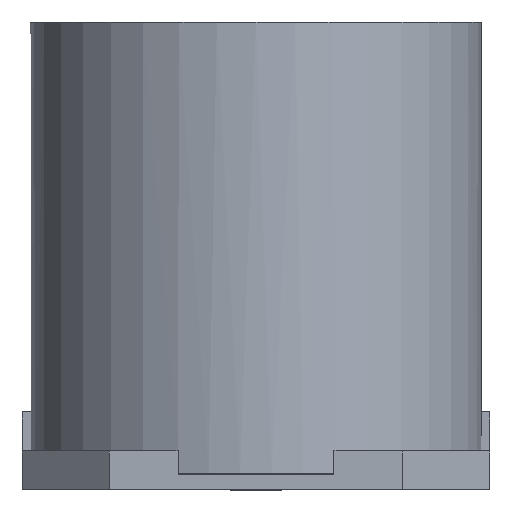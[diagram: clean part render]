
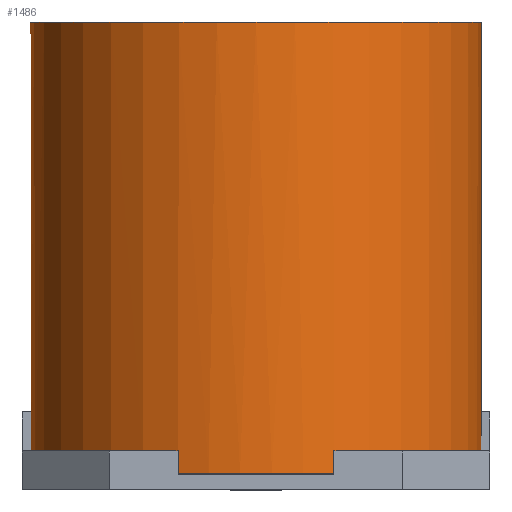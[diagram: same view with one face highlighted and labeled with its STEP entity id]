
A CAD part, left-side view. The second image highlights one B-rep face of the part: STEP entity #1486.
In plain terms, the highlighted cylindrical face has radius 4 mm (diameter 8 mm), a full revolution.
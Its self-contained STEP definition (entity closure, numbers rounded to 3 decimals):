
#1386 = EDGE_CURVE('',#1387,#1389,#1391,.T.);
#1387 = VERTEX_POINT('',#1388);
#1388 = CARTESIAN_POINT('',(4.,0.,0.299));
#1389 = VERTEX_POINT('',#1390);
#1390 = CARTESIAN_POINT('',(3.753,1.383,0.299));
#1391 = CIRCLE('',#1392,4.);
#1392 = AXIS2_PLACEMENT_3D('',#1393,#1394,#1395);
#1393 = CARTESIAN_POINT('',(0.,0.,0.299));
#1394 = DIRECTION('',(0.,0.,1.));
#1395 = DIRECTION('',(1.,0.,0.));
#1397 = EDGE_CURVE('',#1398,#1387,#1400,.T.);
#1398 = VERTEX_POINT('',#1399);
#1399 = CARTESIAN_POINT('',(3.753,-1.383,0.299));
#1400 = CIRCLE('',#1401,4.);
#1401 = AXIS2_PLACEMENT_3D('',#1402,#1403,#1404);
#1402 = CARTESIAN_POINT('',(0.,0.,0.299));
#1403 = DIRECTION('',(0.,0.,1.));
#1404 = DIRECTION('',(1.,0.,0.));
#1407 = VERTEX_POINT('',#1408);
#1408 = CARTESIAN_POINT('',(1.383,-3.753,0.299));
#1415 = EDGE_CURVE('',#1416,#1407,#1418,.T.);
#1416 = VERTEX_POINT('',#1417);
#1417 = CARTESIAN_POINT('',(-1.383,-3.753,0.299));
#1418 = CIRCLE('',#1419,4.);
#1419 = AXIS2_PLACEMENT_3D('',#1420,#1421,#1422);
#1420 = CARTESIAN_POINT('',(0.,0.,0.299));
#1421 = DIRECTION('',(0.,0.,1.));
#1422 = DIRECTION('',(1.,0.,0.));
#1425 = VERTEX_POINT('',#1426);
#1426 = CARTESIAN_POINT('',(-3.753,-1.383,0.299));
#1433 = EDGE_CURVE('',#1434,#1425,#1436,.T.);
#1434 = VERTEX_POINT('',#1435);
#1435 = CARTESIAN_POINT('',(-3.753,1.383,0.299));
#1436 = CIRCLE('',#1437,4.);
#1437 = AXIS2_PLACEMENT_3D('',#1438,#1439,#1440);
#1438 = CARTESIAN_POINT('',(0.,0.,0.299));
#1439 = DIRECTION('',(0.,0.,1.));
#1440 = DIRECTION('',(1.,0.,0.));
#1443 = VERTEX_POINT('',#1444);
#1444 = CARTESIAN_POINT('',(-1.383,3.753,0.299));
#1451 = EDGE_CURVE('',#1452,#1443,#1454,.T.);
#1452 = VERTEX_POINT('',#1453);
#1453 = CARTESIAN_POINT('',(1.383,3.753,0.299));
#1454 = CIRCLE('',#1455,4.);
#1455 = AXIS2_PLACEMENT_3D('',#1456,#1457,#1458);
#1456 = CARTESIAN_POINT('',(0.,0.,0.299));
#1457 = DIRECTION('',(0.,0.,1.));
#1458 = DIRECTION('',(1.,0.,0.));
#1486 = ADVANCED_FACE('',(#1487),#1602,.T.);
#1487 = FACE_BOUND('',#1488,.T.);
#1488 = EDGE_LOOP('',(#1489,#1497,#1498,#1506,#1515,#1521,#1522,#1530,
    #1539,#1545,#1546,#1554,#1563,#1569,#1570,#1578,#1587,#1593,#1594,
    #1595));
#1489 = ORIENTED_EDGE('',*,*,#1490,.F.);
#1490 = EDGE_CURVE('',#1387,#1491,#1493,.T.);
#1491 = VERTEX_POINT('',#1492);
#1492 = CARTESIAN_POINT('',(4.,0.,8.299));
#1493 = LINE('',#1494,#1495);
#1494 = CARTESIAN_POINT('',(4.,0.,0.299));
#1495 = VECTOR('',#1496,1.);
#1496 = DIRECTION('',(0.,0.,1.));
#1497 = ORIENTED_EDGE('',*,*,#1386,.T.);
#1498 = ORIENTED_EDGE('',*,*,#1499,.T.);
#1499 = EDGE_CURVE('',#1389,#1500,#1502,.T.);
#1500 = VERTEX_POINT('',#1501);
#1501 = CARTESIAN_POINT('',(3.753,1.383,1.383
    ));
#1502 = LINE('',#1503,#1504);
#1503 = CARTESIAN_POINT('',(3.753,1.383,0.277
    ));
#1504 = VECTOR('',#1505,1.);
#1505 = DIRECTION('',(0.,0.,1.));
#1506 = ORIENTED_EDGE('',*,*,#1507,.T.);
#1507 = EDGE_CURVE('',#1500,#1508,#1510,.T.);
#1508 = VERTEX_POINT('',#1509);
#1509 = CARTESIAN_POINT('',(1.383,3.753,1.383
    ));
#1510 = CIRCLE('',#1511,4.);
#1511 = AXIS2_PLACEMENT_3D('',#1512,#1513,#1514);
#1512 = CARTESIAN_POINT('',(0.,0.,1.383));
#1513 = DIRECTION('',(0.,0.,1.));
#1514 = DIRECTION('',(1.,0.,0.));
#1515 = ORIENTED_EDGE('',*,*,#1516,.F.);
#1516 = EDGE_CURVE('',#1452,#1508,#1517,.T.);
#1517 = LINE('',#1518,#1519);
#1518 = CARTESIAN_POINT('',(1.383,3.753,0.277
    ));
#1519 = VECTOR('',#1520,1.);
#1520 = DIRECTION('',(0.,0.,1.));
#1521 = ORIENTED_EDGE('',*,*,#1451,.T.);
#1522 = ORIENTED_EDGE('',*,*,#1523,.T.);
#1523 = EDGE_CURVE('',#1443,#1524,#1526,.T.);
#1524 = VERTEX_POINT('',#1525);
#1525 = CARTESIAN_POINT('',(-1.383,3.753,
    0.692));
#1526 = LINE('',#1527,#1528);
#1527 = CARTESIAN_POINT('',(-1.383,3.753,
    0.277));
#1528 = VECTOR('',#1529,1.);
#1529 = DIRECTION('',(0.,0.,1.));
#1530 = ORIENTED_EDGE('',*,*,#1531,.T.);
#1531 = EDGE_CURVE('',#1524,#1532,#1534,.T.);
#1532 = VERTEX_POINT('',#1533);
#1533 = CARTESIAN_POINT('',(-3.753,1.383,
    0.692));
#1534 = CIRCLE('',#1535,4.);
#1535 = AXIS2_PLACEMENT_3D('',#1536,#1537,#1538);
#1536 = CARTESIAN_POINT('',(0.,0.,0.692));
#1537 = DIRECTION('',(0.,0.,1.));
#1538 = DIRECTION('',(1.,0.,0.));
#1539 = ORIENTED_EDGE('',*,*,#1540,.F.);
#1540 = EDGE_CURVE('',#1434,#1532,#1541,.T.);
#1541 = LINE('',#1542,#1543);
#1542 = CARTESIAN_POINT('',(-3.753,1.383,
    0.277));
#1543 = VECTOR('',#1544,1.);
#1544 = DIRECTION('',(0.,0.,1.));
#1545 = ORIENTED_EDGE('',*,*,#1433,.T.);
#1546 = ORIENTED_EDGE('',*,*,#1547,.T.);
#1547 = EDGE_CURVE('',#1425,#1548,#1550,.T.);
#1548 = VERTEX_POINT('',#1549);
#1549 = CARTESIAN_POINT('',(-3.753,-1.383,
    0.692));
#1550 = LINE('',#1551,#1552);
#1551 = CARTESIAN_POINT('',(-3.753,-1.383,
    0.277));
#1552 = VECTOR('',#1553,1.);
#1553 = DIRECTION('',(0.,0.,1.));
#1554 = ORIENTED_EDGE('',*,*,#1555,.T.);
#1555 = EDGE_CURVE('',#1548,#1556,#1558,.T.);
#1556 = VERTEX_POINT('',#1557);
#1557 = CARTESIAN_POINT('',(-1.383,-3.753,
    0.692));
#1558 = CIRCLE('',#1559,4.);
#1559 = AXIS2_PLACEMENT_3D('',#1560,#1561,#1562);
#1560 = CARTESIAN_POINT('',(0.,0.,0.692));
#1561 = DIRECTION('',(0.,0.,1.));
#1562 = DIRECTION('',(1.,0.,0.));
#1563 = ORIENTED_EDGE('',*,*,#1564,.F.);
#1564 = EDGE_CURVE('',#1416,#1556,#1565,.T.);
#1565 = LINE('',#1566,#1567);
#1566 = CARTESIAN_POINT('',(-1.383,-3.753,
    0.277));
#1567 = VECTOR('',#1568,1.);
#1568 = DIRECTION('',(0.,0.,1.));
#1569 = ORIENTED_EDGE('',*,*,#1415,.T.);
#1570 = ORIENTED_EDGE('',*,*,#1571,.T.);
#1571 = EDGE_CURVE('',#1407,#1572,#1574,.T.);
#1572 = VERTEX_POINT('',#1573);
#1573 = CARTESIAN_POINT('',(1.383,-3.753,
    1.383));
#1574 = LINE('',#1575,#1576);
#1575 = CARTESIAN_POINT('',(1.383,-3.753,
    0.277));
#1576 = VECTOR('',#1577,1.);
#1577 = DIRECTION('',(0.,0.,1.));
#1578 = ORIENTED_EDGE('',*,*,#1579,.T.);
#1579 = EDGE_CURVE('',#1572,#1580,#1582,.T.);
#1580 = VERTEX_POINT('',#1581);
#1581 = CARTESIAN_POINT('',(3.753,-1.383,
    1.383));
#1582 = CIRCLE('',#1583,4.);
#1583 = AXIS2_PLACEMENT_3D('',#1584,#1585,#1586);
#1584 = CARTESIAN_POINT('',(0.,0.,1.383));
#1585 = DIRECTION('',(0.,0.,1.));
#1586 = DIRECTION('',(1.,0.,0.));
#1587 = ORIENTED_EDGE('',*,*,#1588,.F.);
#1588 = EDGE_CURVE('',#1398,#1580,#1589,.T.);
#1589 = LINE('',#1590,#1591);
#1590 = CARTESIAN_POINT('',(3.753,-1.383,
    0.277));
#1591 = VECTOR('',#1592,1.);
#1592 = DIRECTION('',(0.,0.,1.));
#1593 = ORIENTED_EDGE('',*,*,#1397,.T.);
#1594 = ORIENTED_EDGE('',*,*,#1490,.T.);
#1595 = ORIENTED_EDGE('',*,*,#1596,.F.);
#1596 = EDGE_CURVE('',#1491,#1491,#1597,.T.);
#1597 = CIRCLE('',#1598,4.);
#1598 = AXIS2_PLACEMENT_3D('',#1599,#1600,#1601);
#1599 = CARTESIAN_POINT('',(0.,0.,8.299));
#1600 = DIRECTION('',(0.,0.,1.));
#1601 = DIRECTION('',(1.,0.,0.));
#1602 = CYLINDRICAL_SURFACE('',#1603,4.);
#1603 = AXIS2_PLACEMENT_3D('',#1604,#1605,#1606);
#1604 = CARTESIAN_POINT('',(0.,0.,0.299));
#1605 = DIRECTION('',(0.,0.,1.));
#1606 = DIRECTION('',(1.,0.,0.));
